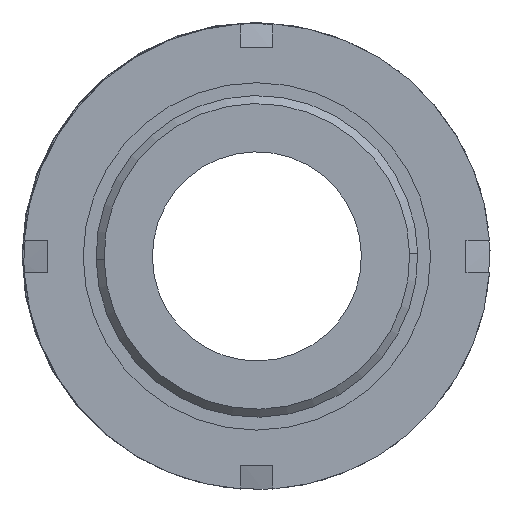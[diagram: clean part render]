
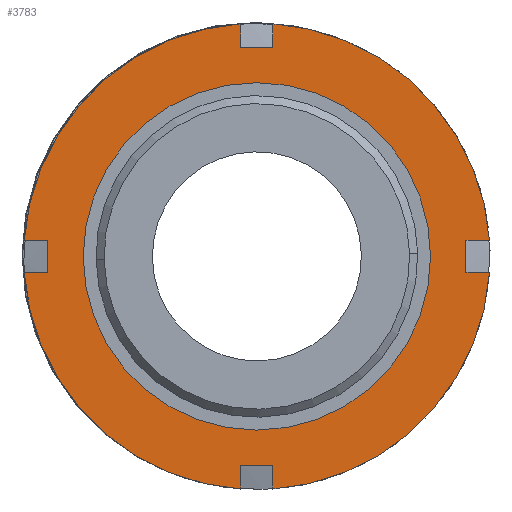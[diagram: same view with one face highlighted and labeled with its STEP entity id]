
A CAD part, front view. The second image highlights one B-rep face of the part: STEP entity #3783.
In plain terms, the highlighted planar face has unit normal (0, -1, 0).
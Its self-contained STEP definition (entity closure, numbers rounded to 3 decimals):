
#3 = VECTOR ( 'NONE', #944, 1000. ) ;
#15 = VECTOR ( 'NONE', #2540, 1000. ) ;
#16 = VERTEX_POINT ( 'NONE', #3360 ) ;
#86 = VERTEX_POINT ( 'NONE', #3049 ) ;
#111 = VECTOR ( 'NONE', #416, 1000. ) ;
#142 = EDGE_CURVE ( 'NONE', #2233, #2062, #1967, .T. ) ;
#164 = CARTESIAN_POINT ( 'NONE',  ( 2., -47., 0. ) ) ;
#199 = EDGE_CURVE ( 'NONE', #1682, #4106, #1601, .T. ) ;
#211 = LINE ( 'NONE', #1784, #111 ) ;
#233 = DIRECTION ( 'NONE',  ( 0., 0., 1. ) ) ;
#242 = ORIENTED_EDGE ( 'NONE', *, *, #354, .F. ) ;
#249 = LINE ( 'NONE', #3305, #3201 ) ;
#285 = CARTESIAN_POINT ( 'NONE',  ( -2., -47., 28.931 ) ) ;
#299 = EDGE_CURVE ( 'NONE', #408, #2430, #3900, .T. ) ;
#304 = VECTOR ( 'NONE', #2982, 1000. ) ;
#329 = DIRECTION ( 'NONE',  ( 0., 0., 1. ) ) ;
#352 = CARTESIAN_POINT ( 'NONE',  ( 21.6, -47., 2. ) ) ;
#354 = EDGE_CURVE ( 'NONE', #1399, #2331, #379, .T. ) ;
#369 = AXIS2_PLACEMENT_3D ( 'NONE', #2724, #1403, #3048 ) ;
#379 = CIRCLE ( 'NONE', #1073, 29. ) ;
#408 = VERTEX_POINT ( 'NONE', #2662 ) ;
#416 = DIRECTION ( 'NONE',  ( 1., 0., 0. ) ) ;
#445 = EDGE_CURVE ( 'NONE', #482, #842, #3229, .T. ) ;
#482 = VERTEX_POINT ( 'NONE', #626 ) ;
#526 = CARTESIAN_POINT ( 'NONE',  ( -2., -47., 0. ) ) ;
#531 = DIRECTION ( 'NONE',  ( 1., 0., 0. ) ) ;
#559 = CARTESIAN_POINT ( 'NONE',  ( 2., -47., -28.931 ) ) ;
#626 = CARTESIAN_POINT ( 'NONE',  ( 0., -47., 21.6 ) ) ;
#644 = ORIENTED_EDGE ( 'NONE', *, *, #1205, .F. ) ;
#659 = CARTESIAN_POINT ( 'NONE',  ( 0., -47., 0. ) ) ;
#682 = AXIS2_PLACEMENT_3D ( 'NONE', #659, #1329, #329 ) ;
#697 = DIRECTION ( 'NONE',  ( -1., 0., 0. ) ) ;
#760 = EDGE_LOOP ( 'NONE', ( #3578, #1775 ) ) ;
#780 = LINE ( 'NONE', #1980, #304 ) ;
#842 = VERTEX_POINT ( 'NONE', #3217 ) ;
#843 = AXIS2_PLACEMENT_3D ( 'NONE', #1056, #2720, #3386 ) ;
#862 = EDGE_LOOP ( 'NONE', ( #2879, #242, #2018, #4056, #644, #1407, #4110, #3833, #3769, #3655, #3757, #4278, #2993, #1081, #4252, #2080 ) ) ;
#925 = DIRECTION ( 'NONE',  ( 0., 0., -1. ) ) ;
#944 = DIRECTION ( 'NONE',  ( 0., 0., -1. ) ) ;
#959 = CIRCLE ( 'NONE', #1504, 21.6 ) ;
#1039 = EDGE_CURVE ( 'NONE', #408, #3498, #1271, .T. ) ;
#1056 = CARTESIAN_POINT ( 'NONE',  ( 21.6, -47., 0. ) ) ;
#1073 = AXIS2_PLACEMENT_3D ( 'NONE', #2275, #3240, #233 ) ;
#1081 = ORIENTED_EDGE ( 'NONE', *, *, #2682, .F. ) ;
#1131 = CARTESIAN_POINT ( 'NONE',  ( 26., -47., 2. ) ) ;
#1158 = EDGE_CURVE ( 'NONE', #842, #482, #959, .T. ) ;
#1205 = EDGE_CURVE ( 'NONE', #3498, #2062, #2867, .T. ) ;
#1265 = CARTESIAN_POINT ( 'NONE',  ( 28.931, -47., 2. ) ) ;
#1271 = CIRCLE ( 'NONE', #369, 29. ) ;
#1287 = CARTESIAN_POINT ( 'NONE',  ( -2., -47., -28.931 ) ) ;
#1329 = DIRECTION ( 'NONE',  ( 0., 1., 0. ) ) ;
#1362 = DIRECTION ( 'NONE',  ( -1., 0., 0. ) ) ;
#1391 = CARTESIAN_POINT ( 'NONE',  ( -2., -47., -26. ) ) ;
#1399 = VERTEX_POINT ( 'NONE', #1287 ) ;
#1403 = DIRECTION ( 'NONE',  ( 0., 1., 0. ) ) ;
#1407 = ORIENTED_EDGE ( 'NONE', *, *, #1039, .F. ) ;
#1413 = CARTESIAN_POINT ( 'NONE',  ( 2., -47., 28.931 ) ) ;
#1418 = VECTOR ( 'NONE', #1362, 1000. ) ;
#1501 = VERTEX_POINT ( 'NONE', #2045 ) ;
#1504 = AXIS2_PLACEMENT_3D ( 'NONE', #4100, #2799, #2452 ) ;
#1518 = FACE_BOUND ( 'NONE', #760, .T. ) ;
#1560 = DIRECTION ( 'NONE',  ( -1., 0., 0. ) ) ;
#1601 = CIRCLE ( 'NONE', #3504, 29. ) ;
#1630 = LINE ( 'NONE', #2972, #3 ) ;
#1682 = VERTEX_POINT ( 'NONE', #1413 ) ;
#1739 = LINE ( 'NONE', #352, #2754 ) ;
#1742 = DIRECTION ( 'NONE',  ( 0., 0., 1. ) ) ;
#1775 = ORIENTED_EDGE ( 'NONE', *, *, #1158, .T. ) ;
#1784 = CARTESIAN_POINT ( 'NONE',  ( 21.6, -47., -2. ) ) ;
#1842 = DIRECTION ( 'NONE',  ( 0., 0., 1. ) ) ;
#1908 = CARTESIAN_POINT ( 'NONE',  ( 21.6, -47., -2. ) ) ;
#1918 = EDGE_CURVE ( 'NONE', #1399, #2233, #2759, .T. ) ;
#1951 = VECTOR ( 'NONE', #925, 1000. ) ;
#1967 = LINE ( 'NONE', #3495, #3649 ) ;
#1980 = CARTESIAN_POINT ( 'NONE',  ( 2., -47., 0. ) ) ;
#2018 = ORIENTED_EDGE ( 'NONE', *, *, #1918, .T. ) ;
#2032 = FACE_OUTER_BOUND ( 'NONE', #862, .T. ) ;
#2038 = CARTESIAN_POINT ( 'NONE',  ( 2., -47., -26. ) ) ;
#2045 = CARTESIAN_POINT ( 'NONE',  ( -2., -47., 26. ) ) ;
#2062 = VERTEX_POINT ( 'NONE', #2038 ) ;
#2080 = ORIENTED_EDGE ( 'NONE', *, *, #2108, .T. ) ;
#2108 = EDGE_CURVE ( 'NONE', #3814, #86, #2299, .T. ) ;
#2143 = CIRCLE ( 'NONE', #4079, 29. ) ;
#2153 = EDGE_CURVE ( 'NONE', #16, #1501, #3682, .T. ) ;
#2233 = VERTEX_POINT ( 'NONE', #1391 ) ;
#2275 = CARTESIAN_POINT ( 'NONE',  ( 0., -47., 0. ) ) ;
#2299 = LINE ( 'NONE', #3638, #1951 ) ;
#2331 = VERTEX_POINT ( 'NONE', #3777 ) ;
#2430 = VERTEX_POINT ( 'NONE', #3901 ) ;
#2452 = DIRECTION ( 'NONE',  ( 0., 0., 1. ) ) ;
#2519 = EDGE_CURVE ( 'NONE', #3215, #3814, #1739, .T. ) ;
#2540 = DIRECTION ( 'NONE',  ( 0., 0., 1. ) ) ;
#2593 = LINE ( 'NONE', #3921, #4275 ) ;
#2618 = EDGE_CURVE ( 'NONE', #2331, #86, #211, .T. ) ;
#2647 = DIRECTION ( 'NONE',  ( 1., 0., 0. ) ) ;
#2662 = CARTESIAN_POINT ( 'NONE',  ( 28.931, -47., -2. ) ) ;
#2682 = EDGE_CURVE ( 'NONE', #3215, #4195, #2143, .T. ) ;
#2714 = CARTESIAN_POINT ( 'NONE',  ( 0., -47., 0. ) ) ;
#2720 = DIRECTION ( 'NONE',  ( 0., 1., 0. ) ) ;
#2724 = CARTESIAN_POINT ( 'NONE',  ( 0., -47., 0. ) ) ;
#2754 = VECTOR ( 'NONE', #2647, 1000. ) ;
#2759 = LINE ( 'NONE', #526, #15 ) ;
#2799 = DIRECTION ( 'NONE',  ( 0., 1., 0. ) ) ;
#2867 = LINE ( 'NONE', #164, #3537 ) ;
#2879 = ORIENTED_EDGE ( 'NONE', *, *, #2618, .F. ) ;
#2972 = CARTESIAN_POINT ( 'NONE',  ( -2., -47., 0. ) ) ;
#2982 = DIRECTION ( 'NONE',  ( 0., 0., -1. ) ) ;
#2993 = ORIENTED_EDGE ( 'NONE', *, *, #3099, .F. ) ;
#3048 = DIRECTION ( 'NONE',  ( 0., 0., 1. ) ) ;
#3049 = CARTESIAN_POINT ( 'NONE',  ( -26., -47., -2. ) ) ;
#3099 = EDGE_CURVE ( 'NONE', #4195, #1501, #1630, .T. ) ;
#3127 = CARTESIAN_POINT ( 'NONE',  ( 0., -47., 0. ) ) ;
#3153 = DIRECTION ( 'NONE',  ( 0., 1., 0. ) ) ;
#3201 = VECTOR ( 'NONE', #697, 1000. ) ;
#3215 = VERTEX_POINT ( 'NONE', #3637 ) ;
#3217 = CARTESIAN_POINT ( 'NONE',  ( 0., -47., -21.6 ) ) ;
#3229 = CIRCLE ( 'NONE', #682, 21.6 ) ;
#3240 = DIRECTION ( 'NONE',  ( 0., 1., 0. ) ) ;
#3245 = VERTEX_POINT ( 'NONE', #1131 ) ;
#3258 = DIRECTION ( 'NONE',  ( 0., 0., 1. ) ) ;
#3302 = CARTESIAN_POINT ( 'NONE',  ( 0., -47., 26. ) ) ;
#3305 = CARTESIAN_POINT ( 'NONE',  ( 21.6, -47., 2. ) ) ;
#3360 = CARTESIAN_POINT ( 'NONE',  ( 2., -47., 26. ) ) ;
#3386 = DIRECTION ( 'NONE',  ( 0., 0., 1. ) ) ;
#3495 = CARTESIAN_POINT ( 'NONE',  ( 0., -47., -26. ) ) ;
#3498 = VERTEX_POINT ( 'NONE', #559 ) ;
#3504 = AXIS2_PLACEMENT_3D ( 'NONE', #3127, #3153, #3830 ) ;
#3537 = VECTOR ( 'NONE', #1842, 1000. ) ;
#3578 = ORIENTED_EDGE ( 'NONE', *, *, #445, .T. ) ;
#3591 = VECTOR ( 'NONE', #1560, 1000. ) ;
#3633 = EDGE_CURVE ( 'NONE', #2430, #3245, #2593, .T. ) ;
#3637 = CARTESIAN_POINT ( 'NONE',  ( -28.931, -47., 2. ) ) ;
#3638 = CARTESIAN_POINT ( 'NONE',  ( -26., -47., 0. ) ) ;
#3649 = VECTOR ( 'NONE', #531, 1000. ) ;
#3655 = ORIENTED_EDGE ( 'NONE', *, *, #199, .F. ) ;
#3682 = LINE ( 'NONE', #3302, #1418 ) ;
#3694 = DIRECTION ( 'NONE',  ( 0., 1., 0. ) ) ;
#3719 = EDGE_CURVE ( 'NONE', #1682, #16, #780, .T. ) ;
#3757 = ORIENTED_EDGE ( 'NONE', *, *, #3719, .T. ) ;
#3769 = ORIENTED_EDGE ( 'NONE', *, *, #4258, .F. ) ;
#3777 = CARTESIAN_POINT ( 'NONE',  ( -28.931, -47., -2. ) ) ;
#3783 = ADVANCED_FACE ( 'NONE', ( #1518, #2032 ), #4259, .F. ) ;
#3814 = VERTEX_POINT ( 'NONE', #3999 ) ;
#3830 = DIRECTION ( 'NONE',  ( 0., 0., 1. ) ) ;
#3833 = ORIENTED_EDGE ( 'NONE', *, *, #3633, .T. ) ;
#3900 = LINE ( 'NONE', #1908, #3591 ) ;
#3901 = CARTESIAN_POINT ( 'NONE',  ( 26., -47., -2. ) ) ;
#3921 = CARTESIAN_POINT ( 'NONE',  ( 26., -47., 0. ) ) ;
#3999 = CARTESIAN_POINT ( 'NONE',  ( -26., -47., 2. ) ) ;
#4056 = ORIENTED_EDGE ( 'NONE', *, *, #142, .T. ) ;
#4079 = AXIS2_PLACEMENT_3D ( 'NONE', #2714, #3694, #1742 ) ;
#4100 = CARTESIAN_POINT ( 'NONE',  ( 0., -47., 0. ) ) ;
#4106 = VERTEX_POINT ( 'NONE', #1265 ) ;
#4110 = ORIENTED_EDGE ( 'NONE', *, *, #299, .T. ) ;
#4195 = VERTEX_POINT ( 'NONE', #285 ) ;
#4252 = ORIENTED_EDGE ( 'NONE', *, *, #2519, .T. ) ;
#4258 = EDGE_CURVE ( 'NONE', #4106, #3245, #249, .T. ) ;
#4259 = PLANE ( 'NONE',  #843 ) ;
#4275 = VECTOR ( 'NONE', #3258, 1000. ) ;
#4278 = ORIENTED_EDGE ( 'NONE', *, *, #2153, .T. ) ;
